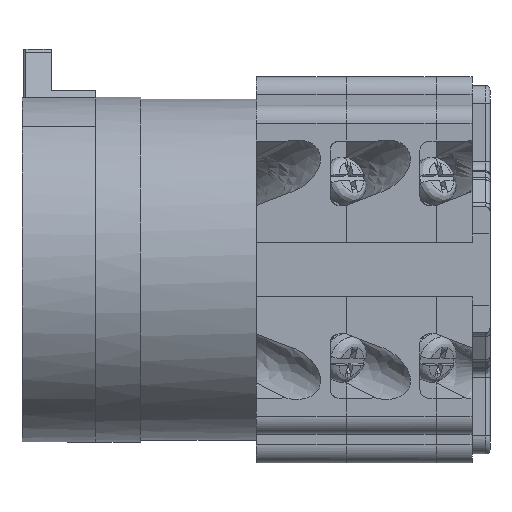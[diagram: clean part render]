
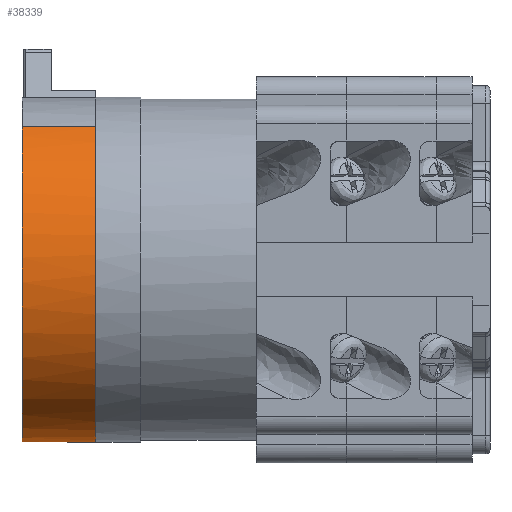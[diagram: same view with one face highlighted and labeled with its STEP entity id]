
A CAD part, left-side view. The second image highlights one B-rep face of the part: STEP entity #38339.
In plain terms, the highlighted free-form (B-spline) face has degree [1, 3] with [2, 4] control points.
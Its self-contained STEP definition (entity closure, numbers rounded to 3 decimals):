
#36821=CARTESIAN_POINT('',(22.615,39.412,51.121));
#36822=VERTEX_POINT('',#36821);
#36833=CARTESIAN_POINT('',(44.092,39.412,19.289));
#36834=VERTEX_POINT('',#36833);
#36835=CARTESIAN_POINT('',(22.615,39.412,51.121));
#36836=CARTESIAN_POINT('',(20.53,39.412,49.714));
#36837=CARTESIAN_POINT('',(18.73,39.412,47.898));
#36838=CARTESIAN_POINT('',(17.342,39.412,45.8));
#36839=CARTESIAN_POINT('',(15.954,39.412,43.702));
#36840=CARTESIAN_POINT('',(14.986,39.412,41.335));
#36841=CARTESIAN_POINT('',(14.506,39.412,38.866));
#36842=CARTESIAN_POINT('',(14.026,39.412,36.397));
#36843=CARTESIAN_POINT('',(14.038,39.412,33.839));
#36844=CARTESIAN_POINT('',(14.54,39.412,31.375));
#36845=CARTESIAN_POINT('',(15.041,39.412,28.91));
#36846=CARTESIAN_POINT('',(16.031,39.412,26.551));
#36847=CARTESIAN_POINT('',(17.438,39.412,24.466));
#36848=CARTESIAN_POINT('',(18.844,39.412,22.381));
#36849=CARTESIAN_POINT('',(20.661,39.412,20.581));
#36850=CARTESIAN_POINT('',(22.759,39.412,19.193));
#36851=CARTESIAN_POINT('',(24.856,39.412,17.805));
#36852=CARTESIAN_POINT('',(27.224,39.412,16.837));
#36853=CARTESIAN_POINT('',(29.693,39.412,16.357));
#36854=CARTESIAN_POINT('',(32.162,39.412,15.878));
#36855=CARTESIAN_POINT('',(34.719,39.412,15.889));
#36856=CARTESIAN_POINT('',(37.184,39.412,16.391));
#36857=CARTESIAN_POINT('',(39.649,39.412,16.893));
#36858=CARTESIAN_POINT('',(42.007,39.412,17.882));
#36859=CARTESIAN_POINT('',(44.092,39.412,19.289));
#36860=B_SPLINE_CURVE_WITH_KNOTS('',3,(#36835,#36836,#36837,#36838,#36839,#36840,#36841,#36842,#36843,#36844,#36845,#36846,#36847,#36848,#36849,#36850,#36851,#36852,#36853,#36854,#36855,#36856,#36857,#36858,#36859),.UNSPECIFIED.,.F.,.F.,(4,3,3,3,3,3,3,3,4),(3.142,3.534,3.927,4.32,4.712,5.105,5.498,5.89,6.283),.UNSPECIFIED.);
#36861=EDGE_CURVE('NONE',#36822,#36834,#36860,.T.);
#38211=CARTESIAN_POINT('',(44.092,47.612,19.289));
#38212=VERTEX_POINT('',#38211);
#38213=CARTESIAN_POINT('',(44.092,47.612,19.289));
#38214=CARTESIAN_POINT('',(44.092,44.879,19.289));
#38215=CARTESIAN_POINT('',(44.092,42.146,19.289));
#38216=CARTESIAN_POINT('',(44.092,39.412,19.289));
#38217=B_SPLINE_CURVE_WITH_KNOTS('',3,(#38213,#38214,#38215,#38216),.UNSPECIFIED.,.F.,.F.,(4,4),(-1.,0.),.UNSPECIFIED.);
#38218=EDGE_CURVE('NONE',#38212,#36834,#38217,.T.);
#38253=CARTESIAN_POINT('',(44.092,39.412,19.289));
#38254=CARTESIAN_POINT('',(12.26,39.412,-2.188));
#38255=CARTESIAN_POINT('',(-9.217,39.412,29.644));
#38256=CARTESIAN_POINT('',(22.615,39.412,51.121));
#38257=CARTESIAN_POINT('',(44.092,47.612,19.289));
#38258=CARTESIAN_POINT('',(12.26,47.612,-2.188));
#38259=CARTESIAN_POINT('',(-9.217,47.612,29.644));
#38260=CARTESIAN_POINT('',(22.615,47.612,51.121));
#38261=(BOUNDED_SURFACE()
B_SPLINE_SURFACE(1,3,((#38253,#38254,#38255,#38256),(#38257,#38258,#38259,#38260)),.UNSPECIFIED.,.F.,.F.,.U.)
B_SPLINE_SURFACE_WITH_KNOTS((2,2),(4,4),(0.,1.),(0.,1.),.UNSPECIFIED.)
GEOMETRIC_REPRESENTATION_ITEM()
RATIONAL_B_SPLINE_SURFACE(((1.,0.333,0.333,1.),(1.,0.333,0.333,1.)))
REPRESENTATION_ITEM('')
SURFACE()
);
#38262=ORIENTED_EDGE('',*,*,#36861,.F.);
#38263=CARTESIAN_POINT('',(22.615,47.612,51.121));
#38264=VERTEX_POINT('',#38263);
#38265=CARTESIAN_POINT('',(22.615,47.612,51.121));
#38266=CARTESIAN_POINT('',(22.615,44.879,51.121));
#38267=CARTESIAN_POINT('',(22.615,42.146,51.121));
#38268=CARTESIAN_POINT('',(22.615,39.412,51.121));
#38269=B_SPLINE_CURVE_WITH_KNOTS('',3,(#38265,#38266,#38267,#38268),.UNSPECIFIED.,.F.,.F.,(4,4),(-1.,0.),.UNSPECIFIED.);
#38270=EDGE_CURVE('NONE',#38264,#36822,#38269,.T.);
#38271=ORIENTED_EDGE('',*,*,#38270,.F.);
#38272=CARTESIAN_POINT('',(44.092,47.612,19.289));
#38273=CARTESIAN_POINT('',(43.429,47.612,18.841));
#38274=CARTESIAN_POINT('',(42.696,47.612,18.407));
#38275=CARTESIAN_POINT('',(41.885,47.612,18.004));
#38276=CARTESIAN_POINT('',(41.073,47.612,17.602));
#38277=CARTESIAN_POINT('',(40.182,47.612,17.231));
#38278=CARTESIAN_POINT('',(39.206,47.612,16.919));
#38279=CARTESIAN_POINT('',(38.231,47.612,16.606));
#38280=CARTESIAN_POINT('',(37.171,47.612,16.353));
#38281=CARTESIAN_POINT('',(36.032,47.612,16.193));
#38282=CARTESIAN_POINT('',(34.893,47.612,16.032));
#38283=CARTESIAN_POINT('',(33.673,47.612,15.965));
#38284=CARTESIAN_POINT('',(32.395,47.612,16.029));
#38285=CARTESIAN_POINT('',(31.117,47.612,16.093));
#38286=CARTESIAN_POINT('',(29.779,47.612,16.289));
#38287=CARTESIAN_POINT('',(28.423,47.612,16.649));
#38288=CARTESIAN_POINT('',(27.067,47.612,17.009));
#38289=CARTESIAN_POINT('',(25.694,47.612,17.535));
#38290=CARTESIAN_POINT('',(24.364,47.612,18.24));
#38291=CARTESIAN_POINT('',(23.698,47.612,18.592));
#38292=CARTESIAN_POINT('',(23.044,47.612,18.989));
#38293=CARTESIAN_POINT('',(22.409,47.612,19.43));
#38294=CARTESIAN_POINT('',(21.774,47.612,19.87));
#38295=CARTESIAN_POINT('',(21.158,47.612,20.355));
#38296=CARTESIAN_POINT('',(20.571,47.612,20.879));
#38297=CARTESIAN_POINT('',(19.983,47.612,21.403));
#38298=CARTESIAN_POINT('',(19.423,47.612,21.968));
#38299=CARTESIAN_POINT('',(18.899,47.612,22.568));
#38300=CARTESIAN_POINT('',(18.374,47.612,23.168));
#38301=CARTESIAN_POINT('',(17.885,47.612,23.803));
#38302=CARTESIAN_POINT('',(17.438,47.612,24.466));
#38303=CARTESIAN_POINT('',(16.99,47.612,25.13));
#38304=CARTESIAN_POINT('',(16.584,47.612,25.821));
#38305=CARTESIAN_POINT('',(16.224,47.612,26.532));
#38306=CARTESIAN_POINT('',(15.864,47.612,27.243));
#38307=CARTESIAN_POINT('',(15.55,47.612,27.973));
#38308=CARTESIAN_POINT('',(15.284,47.612,28.715));
#38309=CARTESIAN_POINT('',(15.018,47.612,29.456));
#38310=CARTESIAN_POINT('',(14.799,47.612,30.208));
#38311=CARTESIAN_POINT('',(14.629,47.612,30.962));
#38312=CARTESIAN_POINT('',(14.458,47.612,31.715));
#38313=CARTESIAN_POINT('',(14.335,47.612,32.471));
#38314=CARTESIAN_POINT('',(14.257,47.612,33.22));
#38315=CARTESIAN_POINT('',(14.101,47.612,34.717));
#38316=CARTESIAN_POINT('',(14.128,47.612,36.188));
#38317=CARTESIAN_POINT('',(14.301,47.612,37.58));
#38318=CARTESIAN_POINT('',(14.475,47.612,38.972));
#38319=CARTESIAN_POINT('',(14.794,47.612,40.285));
#38320=CARTESIAN_POINT('',(15.213,47.612,41.495));
#38321=CARTESIAN_POINT('',(15.633,47.612,42.704));
#38322=CARTESIAN_POINT('',(16.151,47.612,43.81));
#38323=CARTESIAN_POINT('',(16.727,47.612,44.806));
#38324=CARTESIAN_POINT('',(17.302,47.612,45.802));
#38325=CARTESIAN_POINT('',(17.934,47.612,46.69));
#38326=CARTESIAN_POINT('',(18.588,47.612,47.478));
#38327=CARTESIAN_POINT('',(19.243,47.612,48.265));
#38328=CARTESIAN_POINT('',(19.92,47.612,48.953));
#38329=CARTESIAN_POINT('',(20.597,47.612,49.555));
#38330=CARTESIAN_POINT('',(21.275,47.612,50.157));
#38331=CARTESIAN_POINT('',(21.952,47.612,50.674));
#38332=CARTESIAN_POINT('',(22.615,47.612,51.121));
#38333=B_SPLINE_CURVE_WITH_KNOTS('',3,(#38272,#38273,#38274,#38275,#38276,#38277,#38278,#38279,#38280,#38281,#38282,#38283,#38284,#38285,#38286,#38287,#38288,#38289,#38290,#38291,#38292,#38293,#38294,#38295,#38296,#38297,
#38298,#38299,#38300,#38301,#38302,#38303,#38304,#38305,#38306,#38307,#38308,#38309,#38310,#38311,#38312,#38313,#38314,#38315,#38316,#38317,#38318,#38319,#38320,#38321,#38322,
#38323,#38324,#38325,#38326,#38327,#38328,#38329,#38330,#38331,#38332),.UNSPECIFIED.,.F.,.F.,(4,3,3,3,3,3,3,3,3,3,3,3,3,3,3,3,3,3,3,3,4),(3.142,3.338,3.534,3.731,3.927,4.123,4.32,4.418,4.516,4.614,4.712,4.811,4.909,5.007,5.105,5.301,5.498,5.694,5.89,6.087,6.283),.UNSPECIFIED.);
#38334=EDGE_CURVE('NONE',#38212,#38264,#38333,.T.);
#38335=ORIENTED_EDGE('',*,*,#38334,.F.);
#38336=ORIENTED_EDGE('',*,*,#38218,.T.);
#38337=EDGE_LOOP('',(#38262,#38271,#38335,#38336));
#38338=FACE_BOUND('',#38337,.T.);
#38339=ADVANCED_FACE('NONE',(#38338),#38261,.F.);
